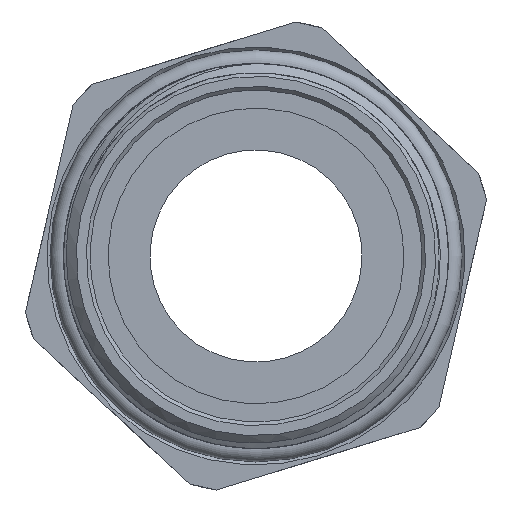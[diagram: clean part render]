
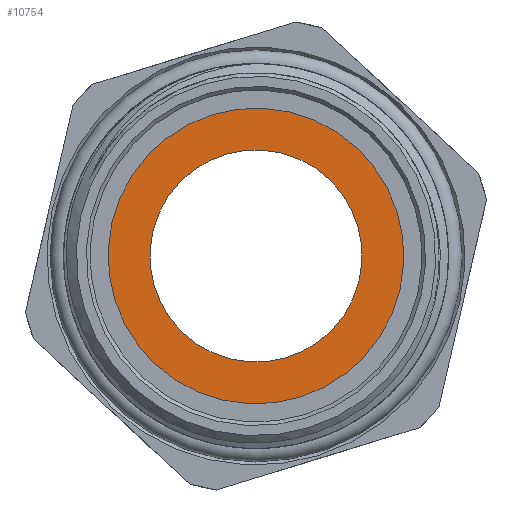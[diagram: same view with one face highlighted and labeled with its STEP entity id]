
A CAD part, left-side view. The second image highlights one B-rep face of the part: STEP entity #10754.
In plain terms, the highlighted face is planar.
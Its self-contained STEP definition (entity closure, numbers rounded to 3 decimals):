
#245=FACE_BOUND('',#2075,.T.);
#847=CIRCLE('',#12368,8.75);
#851=CIRCLE('',#12376,13.8);
#1444=FACE_OUTER_BOUND('',#2074,.T.);
#2074=EDGE_LOOP('',(#9712));
#2075=EDGE_LOOP('',(#9713));
#4708=VERTEX_POINT('',#24044);
#4712=VERTEX_POINT('',#24056);
#6377=EDGE_CURVE('',#4708,#4708,#847,.T.);
#6381=EDGE_CURVE('',#4712,#4712,#851,.T.);
#9712=ORIENTED_EDGE('',*,*,#6381,.T.);
#9713=ORIENTED_EDGE('',*,*,#6377,.F.);
#10166=PLANE('',#12377);
#10754=ADVANCED_FACE('',(#1444,#245),#10166,.T.);
#12368=AXIS2_PLACEMENT_3D('',#24045,#15931,#15932);
#12376=AXIS2_PLACEMENT_3D('',#24057,#15947,#15948);
#12377=AXIS2_PLACEMENT_3D('',#24058,#15949,#15950);
#15931=DIRECTION('center_axis',(1.,0.,0.));
#15932=DIRECTION('ref_axis',(0.,0.,-1.));
#15947=DIRECTION('center_axis',(1.,0.,0.));
#15948=DIRECTION('ref_axis',(0.,0.,-1.));
#15949=DIRECTION('center_axis',(1.,0.,0.));
#15950=DIRECTION('ref_axis',(0.,0.,-1.));
#24044=CARTESIAN_POINT('',(0.,8.75,0.));
#24045=CARTESIAN_POINT('Origin',(0.,0.,0.));
#24056=CARTESIAN_POINT('',(0.,13.8,0.));
#24057=CARTESIAN_POINT('Origin',(0.,0.,0.));
#24058=CARTESIAN_POINT('Origin',(0.,8.75,0.));
